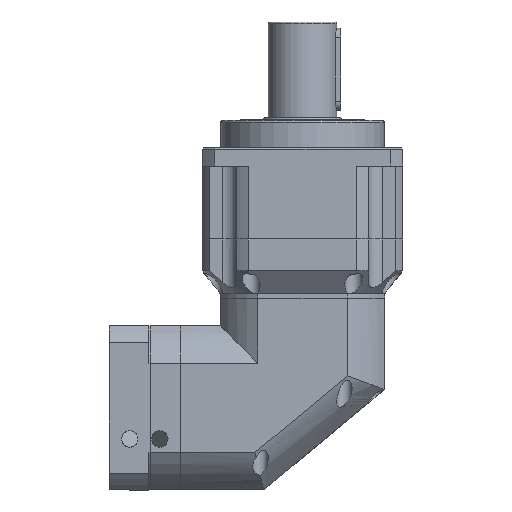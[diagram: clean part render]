
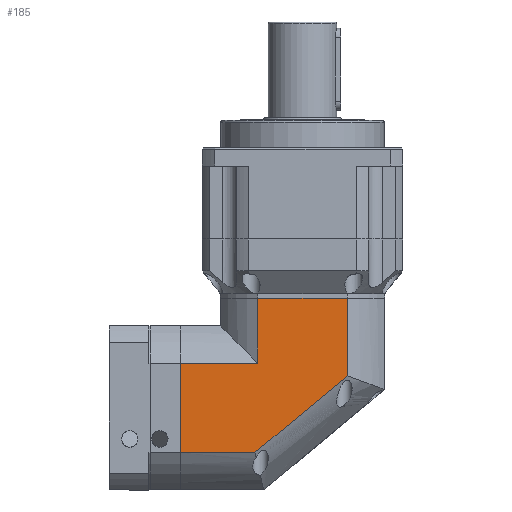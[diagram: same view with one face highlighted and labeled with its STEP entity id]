
A CAD part, front view. The second image highlights one B-rep face of the part: STEP entity #185.
In plain terms, the highlighted face is planar.
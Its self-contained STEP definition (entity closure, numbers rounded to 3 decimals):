
#37 = VECTOR ( 'NONE', #25118, 1000. ) ;
#185 = ADVANCED_FACE ( 'NONE', ( #4300 ), #9446, .T. ) ;
#616 = LINE ( 'NONE', #26843, #6644 ) ;
#618 = ORIENTED_EDGE ( 'NONE', *, *, #1232, .F. ) ;
#753 = LINE ( 'NONE', #11672, #37 ) ;
#1100 = VERTEX_POINT ( 'NONE', #22184 ) ;
#1232 = EDGE_CURVE ( 'NONE', #17320, #3249, #8824, .T. ) ;
#1356 = EDGE_CURVE ( 'NONE', #1100, #13486, #12373, .T. ) ;
#1425 = VERTEX_POINT ( 'NONE', #6554 ) ;
#1654 = DIRECTION ( 'NONE',  ( 1., 0., 0. ) ) ;
#1719 = CARTESIAN_POINT ( 'NONE',  ( 0., -40.946, 180. ) ) ;
#2135 = ORIENTED_EDGE ( 'NONE', *, *, #27443, .T. ) ;
#3003 = CARTESIAN_POINT ( 'NONE',  ( 0., -139.054, 180. ) ) ;
#3171 = CARTESIAN_POINT ( 'NONE',  ( 85.097, -40.946, 180. ) ) ;
#3249 = VERTEX_POINT ( 'NONE', #1719 ) ;
#4300 = FACE_OUTER_BOUND ( 'NONE', #18760, .T. ) ;
#4387 = DIRECTION ( 'NONE',  ( -0.64, 0.769, 0. ) ) ;
#6052 = EDGE_CURVE ( 'NONE', #3249, #17948, #6360, .T. ) ;
#6360 = LINE ( 'NONE', #15643, #23660 ) ;
#6554 = CARTESIAN_POINT ( 'NONE',  ( 71.246, -224., 180. ) ) ;
#6644 = VECTOR ( 'NONE', #4387, 1000. ) ;
#7092 = VERTEX_POINT ( 'NONE', #13476 ) ;
#8479 = DIRECTION ( 'NONE',  ( 1., 0., 0. ) ) ;
#8578 = DIRECTION ( 'NONE',  ( 0., 0., 1. ) ) ;
#8637 = CARTESIAN_POINT ( 'NONE',  ( 105.15, -93.75, 180. ) ) ;
#8824 = LINE ( 'NONE', #17843, #20105 ) ;
#9446 = PLANE ( 'NONE',  #19748 ) ;
#9552 = ORIENTED_EDGE ( 'NONE', *, *, #24742, .T. ) ;
#10175 = CARTESIAN_POINT ( 'NONE',  ( 71.246, -93.75, 180. ) ) ;
#10217 = LINE ( 'NONE', #10175, #22198 ) ;
#11672 = CARTESIAN_POINT ( 'NONE',  ( 105.15, -224., 180. ) ) ;
#11801 = ORIENTED_EDGE ( 'NONE', *, *, #27318, .T. ) ;
#12373 = LINE ( 'NONE', #13161, #18315 ) ;
#13161 = CARTESIAN_POINT ( 'NONE',  ( 169.354, -93.75, 180. ) ) ;
#13476 = CARTESIAN_POINT ( 'NONE',  ( 71.246, -139.054, 180. ) ) ;
#13486 = VERTEX_POINT ( 'NONE', #21285 ) ;
#13802 = VECTOR ( 'NONE', #1654, 1000. ) ;
#15495 = DIRECTION ( 'NONE',  ( 0., 1., 0. ) ) ;
#15643 = CARTESIAN_POINT ( 'NONE',  ( 0., -40.946, 180. ) ) ;
#15771 = ORIENTED_EDGE ( 'NONE', *, *, #1356, .T. ) ;
#16337 = ORIENTED_EDGE ( 'NONE', *, *, #6052, .F. ) ;
#17320 = VERTEX_POINT ( 'NONE', #3003 ) ;
#17843 = CARTESIAN_POINT ( 'NONE',  ( 0., 0., 180. ) ) ;
#17887 = DIRECTION ( 'NONE',  ( 1., 0., 0. ) ) ;
#17948 = VERTEX_POINT ( 'NONE', #3171 ) ;
#18315 = VECTOR ( 'NONE', #15495, 1000. ) ;
#18519 = DIRECTION ( 'NONE',  ( 0., 1., 0. ) ) ;
#18760 = EDGE_LOOP ( 'NONE', ( #20490, #2135, #9552, #15771, #11801, #16337, #618 ) ) ;
#19042 = DIRECTION ( 'NONE',  ( 0., -1., 0. ) ) ;
#19748 = AXIS2_PLACEMENT_3D ( 'NONE', #8637, #8578, #8479 ) ;
#19753 = LINE ( 'NONE', #24184, #13802 ) ;
#20105 = VECTOR ( 'NONE', #18519, 1000. ) ;
#20490 = ORIENTED_EDGE ( 'NONE', *, *, #25642, .T. ) ;
#21285 = CARTESIAN_POINT ( 'NONE',  ( 169.354, -142.162, 180. ) ) ;
#22184 = CARTESIAN_POINT ( 'NONE',  ( 169.354, -224., 180. ) ) ;
#22198 = VECTOR ( 'NONE', #19042, 1000. ) ;
#23660 = VECTOR ( 'NONE', #17887, 1000. ) ;
#24184 = CARTESIAN_POINT ( 'NONE',  ( 105.15, -139.054, 180. ) ) ;
#24742 = EDGE_CURVE ( 'NONE', #1425, #1100, #753, .T. ) ;
#25118 = DIRECTION ( 'NONE',  ( 1., 0., 0. ) ) ;
#25642 = EDGE_CURVE ( 'NONE', #17320, #7092, #19753, .T. ) ;
#26843 = CARTESIAN_POINT ( 'NONE',  ( 169.354, -142.162, 180. ) ) ;
#27318 = EDGE_CURVE ( 'NONE', #13486, #17948, #616, .T. ) ;
#27443 = EDGE_CURVE ( 'NONE', #7092, #1425, #10217, .T. ) ;
